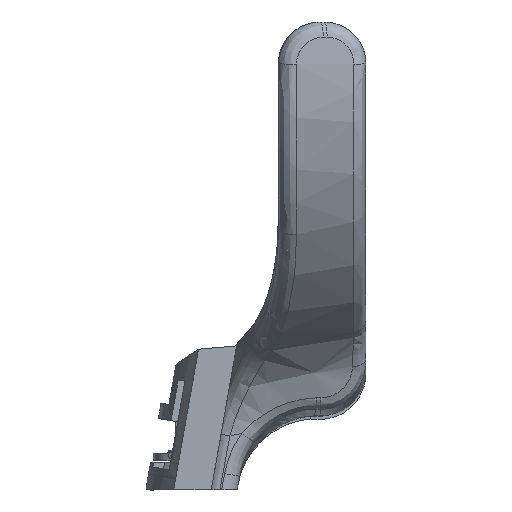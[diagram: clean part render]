
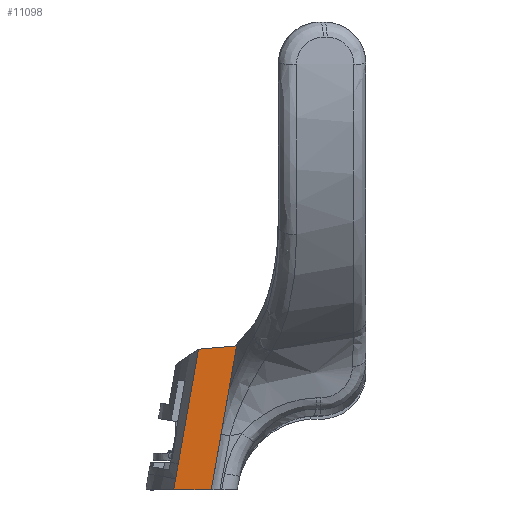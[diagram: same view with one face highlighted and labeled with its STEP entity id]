
A CAD part, left-side view. The second image highlights one B-rep face of the part: STEP entity #11098.
In plain terms, the highlighted planar face has unit normal (-1, 0, 0).
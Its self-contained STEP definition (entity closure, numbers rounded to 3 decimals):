
#47 = CARTESIAN_POINT ( 'NONE',  ( -13.6, 18.747, -37.715 ) ) ;
#99 = CARTESIAN_POINT ( 'NONE',  ( -13.6, 9.196, 6.622 ) ) ;
#117 = VERTEX_POINT ( 'NONE', #4525 ) ;
#347 = CARTESIAN_POINT ( 'NONE',  ( -13.6, 24.658, -53.053 ) ) ;
#881 = EDGE_LOOP ( 'NONE', ( #4598, #10917, #7402, #3941, #3114, #919 ) ) ;
#919 = ORIENTED_EDGE ( 'NONE', *, *, #3420, .F. ) ;
#980 = EDGE_CURVE ( 'NONE', #117, #6122, #10180, .T. ) ;
#1078 = PLANE ( 'NONE',  #1887 ) ;
#1255 = DIRECTION ( 'NONE',  ( 0., 0.174, -0.985 ) ) ;
#1549 = EDGE_CURVE ( 'NONE', #2639, #8144, #4836, .T. ) ;
#1887 = AXIS2_PLACEMENT_3D ( 'NONE', #99, #2008, #1892 ) ;
#1892 = DIRECTION ( 'NONE',  ( 0., -1., 0. ) ) ;
#1976 = CARTESIAN_POINT ( 'NONE',  ( -13.6, 17.726, -56.5 ) ) ;
#2008 = DIRECTION ( 'NONE',  ( -1., 0., 0. ) ) ;
#2383 = CARTESIAN_POINT ( 'NONE',  ( -13.6, 24.658, -53.053 ) ) ;
#2432 = CARTESIAN_POINT ( 'NONE',  ( -13.6, 25.005, -55.023 ) ) ;
#2639 = VERTEX_POINT ( 'NONE', #2432 ) ;
#3114 = ORIENTED_EDGE ( 'NONE', *, *, #1549, .T. ) ;
#3118 = LINE ( 'NONE', #1976, #9982 ) ;
#3420 = EDGE_CURVE ( 'NONE', #11032, #8144, #3118, .T. ) ;
#3523 = DIRECTION ( 'NONE',  ( 0., 0.174, -0.985 ) ) ;
#3562 = DIRECTION ( 'NONE',  ( 0., -0.996, 0.087 ) ) ;
#3682 = FACE_OUTER_BOUND ( 'NONE', #881, .T. ) ;
#3839 = CARTESIAN_POINT ( 'NONE',  ( -13.6, 13.986, 7.467 ) ) ;
#3941 = ORIENTED_EDGE ( 'NONE', *, *, #10885, .T. ) ;
#4185 = LINE ( 'NONE', #10379, #4766 ) ;
#4525 = CARTESIAN_POINT ( 'NONE',  ( -13.6, 22.003, -37.998 ) ) ;
#4598 = ORIENTED_EDGE ( 'NONE', *, *, #8625, .F. ) ;
#4752 = DIRECTION ( 'NONE',  ( 0., 1., 0. ) ) ;
#4766 = VECTOR ( 'NONE', #3523, 1000. ) ;
#4836 = LINE ( 'NONE', #3839, #5465 ) ;
#5465 = VECTOR ( 'NONE', #7315, 1000. ) ;
#6122 = VERTEX_POINT ( 'NONE', #2383 ) ;
#6143 = VECTOR ( 'NONE', #10074, 1000. ) ;
#6937 = CARTESIAN_POINT ( 'NONE',  ( -13.6, 20.326, -56.5 ) ) ;
#7315 = DIRECTION ( 'NONE',  ( 0., 0.174, -0.985 ) ) ;
#7402 = ORIENTED_EDGE ( 'NONE', *, *, #980, .T. ) ;
#7655 = EDGE_CURVE ( 'NONE', #117, #11110, #9773, .T. ) ;
#8144 = VERTEX_POINT ( 'NONE', #9582 ) ;
#8432 = CARTESIAN_POINT ( 'NONE',  ( -13.6, 13.986, 7.467 ) ) ;
#8625 = EDGE_CURVE ( 'NONE', #11110, #11032, #4185, .T. ) ;
#8827 = VECTOR ( 'NONE', #3562, 1000. ) ;
#9511 = VECTOR ( 'NONE', #1255, 1000. ) ;
#9582 = CARTESIAN_POINT ( 'NONE',  ( -13.6, 25.265, -56.5 ) ) ;
#9716 = CARTESIAN_POINT ( 'NONE',  ( -13.6, 16.986, -37.562 ) ) ;
#9773 = LINE ( 'NONE', #47, #8827 ) ;
#9982 = VECTOR ( 'NONE', #4752, 1000. ) ;
#10074 = DIRECTION ( 'NONE',  ( 0., 0.174, -0.985 ) ) ;
#10133 = LINE ( 'NONE', #347, #6143 ) ;
#10180 = LINE ( 'NONE', #8432, #9511 ) ;
#10379 = CARTESIAN_POINT ( 'NONE',  ( -13.6, 9.196, 6.622 ) ) ;
#10885 = EDGE_CURVE ( 'NONE', #6122, #2639, #10133, .T. ) ;
#10917 = ORIENTED_EDGE ( 'NONE', *, *, #7655, .F. ) ;
#11032 = VERTEX_POINT ( 'NONE', #6937 ) ;
#11098 = ADVANCED_FACE ( 'NONE', ( #3682 ), #1078, .T. ) ;
#11110 = VERTEX_POINT ( 'NONE', #9716 ) ;
